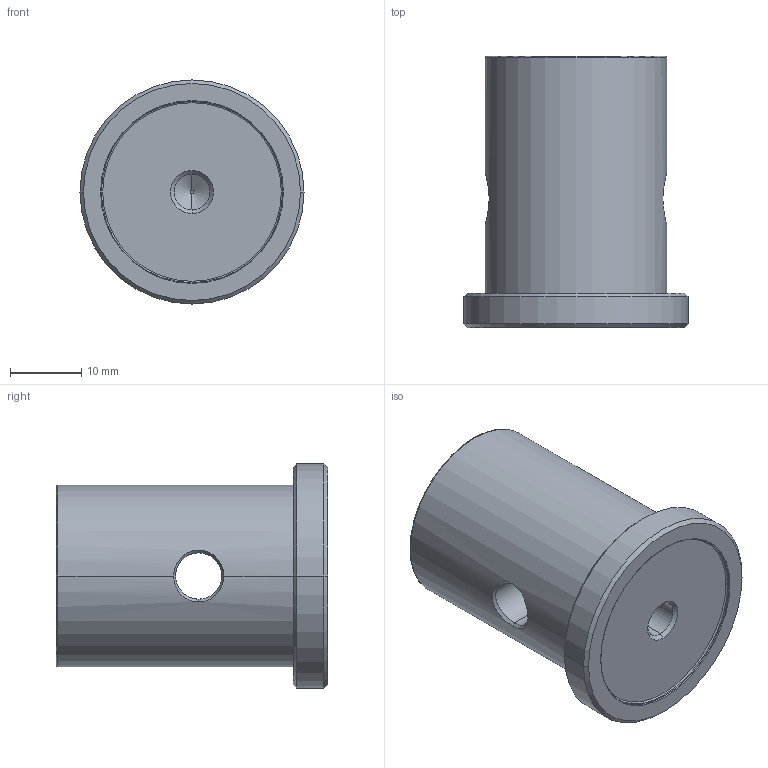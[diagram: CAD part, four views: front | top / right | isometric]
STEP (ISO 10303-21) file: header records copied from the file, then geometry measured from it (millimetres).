
FILE_DESCRIPTION (( 'STEP AP203' ), '1' );
FILE_NAME ('02FHP-1.5M.STEP', '2022-08-12T06:53:30', ( '' ), ( '' ), 'SwSTEP 2.0', 'SolidWorks 2021', '' );
FILE_SCHEMA (( 'CONFIG_CONTROL_DESIGN' ));
Length unit declared in the file: millimetre
Products named in the file (1): 02FHP-1.5M
Bounding box: 31.5 x 38.1 x 31.5 mm (x, y, z)
Volume: 19268.2 mm3; surface area: 5409 mm2
Topology: 1 solids, 1 shells, 36 faces, 84 edges, 49 vertices
Faces by surface type: cylinder 12, cone 10, torus 6, bspline 4, plane 4
Entity records: 4165 total; most frequent: CARTESIAN_POINT 3292, DIRECTION 166, ORIENTED_EDGE 164, EDGE_CURVE 82, AXIS2_PLACEMENT_3D 71, VERTEX_POINT 49, EDGE_LOOP 41, CIRCLE 38
